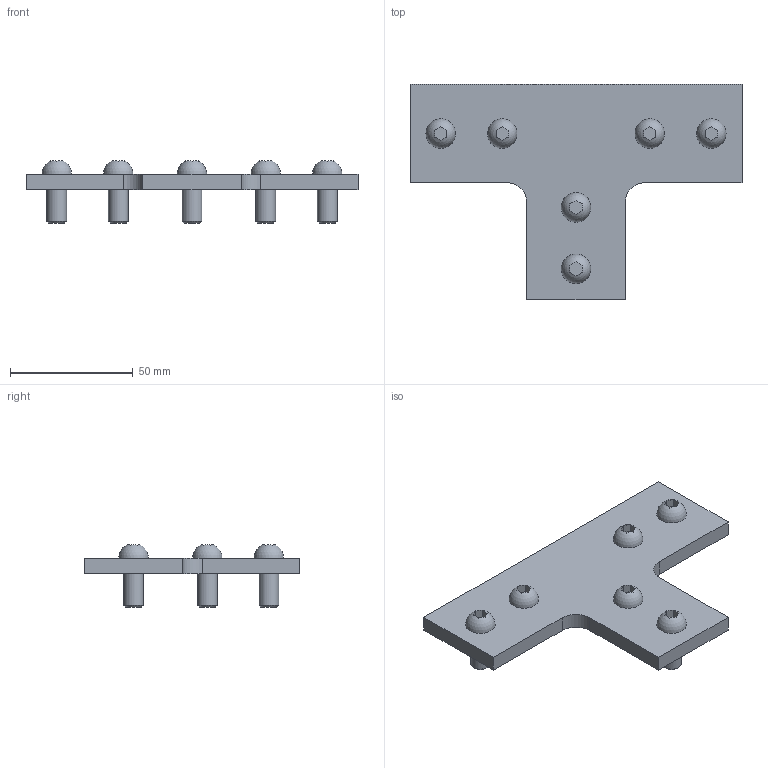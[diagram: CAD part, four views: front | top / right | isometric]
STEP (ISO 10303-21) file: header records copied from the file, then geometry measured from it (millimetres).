
FILE_DESCRIPTION(/* description */ (''),/* implementation_level */ '2;1');
FILE_NAME(/* name */ '41-174-1.stp',/* time_stamp */ '2021-02-24T15:07:23-05:00',/* author */ ('jmurphy'),/* organization */ (''),/* preprocessor_version */ 'ST-DEVELOPER v18.1',/* originating_system */ 'AutoCAD Mechanical',/* authorisation */ '');
FILE_SCHEMA (('AUTOMOTIVE_DESIGN { 1 0 10303 214 3 1 1 }'));
Length unit declared in the file: millimetre
Products named in the file (1): Product
Bounding box: 135 x 87.5 x 25.45 mm (x, y, z)
Volume: 52326.1 mm3; surface area: 23072.3 mm2
Topology: 7 solids, 7 shells, 90 faces, 210 edges, 140 vertices
Faces by surface type: plane 64, cylinder 14, sphere 6, cone 6
Full cylindrical faces by diameter (mm): 8 x6, 9 x6
Entity records: 2649 total; most frequent: DIRECTION 486, CARTESIAN_POINT 441, ORIENTED_EDGE 420, EDGE_CURVE 210, AXIS2_PLACEMENT_3D 185, VERTEX_POINT 140, LINE 116, VECTOR 116
